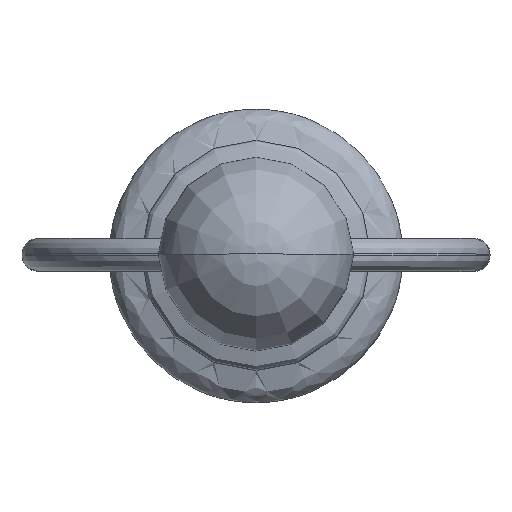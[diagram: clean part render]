
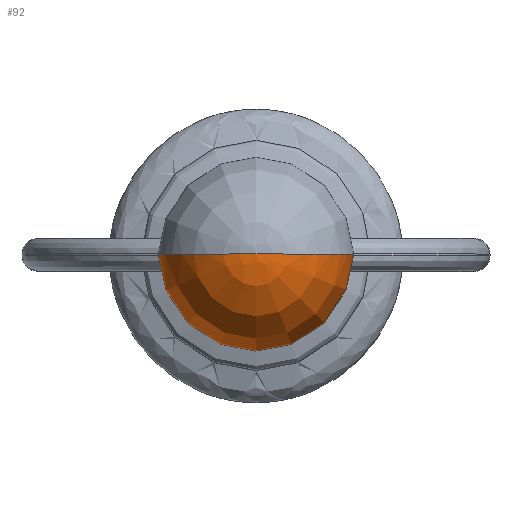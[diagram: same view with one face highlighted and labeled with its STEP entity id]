
A CAD part, top view. The second image highlights one B-rep face of the part: STEP entity #92.
In plain terms, the highlighted free-form (B-spline) face has degree [3, 2] with [7, 5] control points.
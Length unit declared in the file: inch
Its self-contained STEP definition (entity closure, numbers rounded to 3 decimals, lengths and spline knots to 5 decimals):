
#92=ADVANCED_FACE('',(#170),#1310,.T.);
#170=FACE_OUTER_BOUND('',#252,.T.);
#252=EDGE_LOOP('',(#587,#588,#589));
#587=ORIENTED_EDGE('',*,*,#842,.T.);
#588=ORIENTED_EDGE('',*,*,#678,.F.);
#589=ORIENTED_EDGE('',*,*,#843,.F.);
#678=EDGE_CURVE('',#1152,#1151,#991,.T.);
#842=EDGE_CURVE('',#1259,#1151,#1049,.T.);
#843=EDGE_CURVE('',#1259,#1152,#1050,.T.);
#991=TRIMMED_CURVE($,#1073,(#3865),(#3866),.T.,.CARTESIAN.);
#1049=TRIMMED_CURVE($,#1131,(#4890),(#4891),.T.,.CARTESIAN.);
#1050=TRIMMED_CURVE($,#1132,(#4893),(#4894),.T.,.CARTESIAN.);
#1073=CIRCLE('',#1477,0.0625);
#1131=CIRCLE('',#1535,0.0625);
#1132=CIRCLE('',#1536,0.02344);
#1151=VERTEX_POINT('',#3645);
#1152=VERTEX_POINT('',#3646);
#1259=VERTEX_POINT('',#3753);
#1310=(
BOUNDED_SURFACE()
B_SPLINE_SURFACE(3,2,((#3180,#3181,#3182,#3183,#3184),(#3185,#3186,#3187,
#3188,#3189),(#3190,#3191,#3192,#3193,#3194),(#3195,#3196,#3197,#3198,#3199),
(#3200,#3201,#3202,#3203,#3204),(#3205,#3206,#3207,#3208,#3209),(#3210,
#3211,#3212,#3213,#3214)),.UNSPECIFIED.,.F.,.F.,.F.)
B_SPLINE_SURFACE_WITH_KNOTS((4,3,4),(3,2,3),(0.6951,0.78126,
0.86742),(0.29421,0.44132,0.58843),
 .UNSPECIFIED.)
GEOMETRIC_REPRESENTATION_ITEM()
RATIONAL_B_SPLINE_SURFACE(((1.,0.707,1.,0.707,1.),
(0.848,0.599,0.848,0.599,
0.848),(0.848,0.599,0.848,
0.599,0.848),(1.,0.707,1.,0.707,
1.),(0.848,0.599,0.848,0.599,
0.848),(0.848,0.599,0.848,
0.599,0.848),(1.,0.707,1.,0.707,
1.)))
REPRESENTATION_ITEM('')
SURFACE()
);
#1477=AXIS2_PLACEMENT_3D($,#3864,#1604,#1605);
#1535=AXIS2_PLACEMENT_3D($,#4889,#1720,#1721);
#1536=AXIS2_PLACEMENT_3D($,#4892,#1722,#1723);
#1604=DIRECTION('',(0.,1.,0.));
#1605=DIRECTION('',(-0.375,0.,-0.927));
#1720=DIRECTION('',(0.,-1.,0.));
#1721=DIRECTION('',(0.375,0.,-0.927));
#1722=DIRECTION('',(0.,0.,-1.));
#1723=DIRECTION('',(1.,0.,0.));
#3180=CARTESIAN_POINT('',(3.02344,0.,0.62956));
#3181=CARTESIAN_POINT('',(3.02344,-0.02344,0.62956));
#3182=CARTESIAN_POINT('',(3.,-0.02344,0.62956));
#3183=CARTESIAN_POINT('',(2.97656,-0.02344,0.62956));
#3184=CARTESIAN_POINT('',(2.97656,0.,0.62956));
#3185=CARTESIAN_POINT('',(3.05241,0.,0.64128));
#3186=CARTESIAN_POINT('',(3.05241,-0.05241,0.64128));
#3187=CARTESIAN_POINT('',(3.,-0.05241,0.64128));
#3188=CARTESIAN_POINT('',(2.94759,-0.05241,0.64128));
#3189=CARTESIAN_POINT('',(2.94759,0.,0.64128));
#3190=CARTESIAN_POINT('',(3.06732,0.,0.66876));
#3191=CARTESIAN_POINT('',(3.06732,-0.06732,0.66876));
#3192=CARTESIAN_POINT('',(3.,-0.06732,0.66876));
#3193=CARTESIAN_POINT('',(2.93268,-0.06732,0.66876));
#3194=CARTESIAN_POINT('',(2.93268,0.,0.66876));
#3195=CARTESIAN_POINT('',(3.06135,0.,0.69944));
#3196=CARTESIAN_POINT('',(3.06135,-0.06135,0.69944));
#3197=CARTESIAN_POINT('',(3.,-0.06135,0.69944));
#3198=CARTESIAN_POINT('',(2.93865,-0.06135,0.69944));
#3199=CARTESIAN_POINT('',(2.93865,0.,0.69944));
#3200=CARTESIAN_POINT('',(3.05538,0.,0.73012));
#3201=CARTESIAN_POINT('',(3.05538,-0.05538,0.73012));
#3202=CARTESIAN_POINT('',(3.,-0.05538,0.73012));
#3203=CARTESIAN_POINT('',(2.94462,-0.05538,0.73012));
#3204=CARTESIAN_POINT('',(2.94462,0.,0.73012));
#3205=CARTESIAN_POINT('',(3.03126,0.,0.75));
#3206=CARTESIAN_POINT('',(3.03126,-0.03126,0.75));
#3207=CARTESIAN_POINT('',(3.,-0.03126,0.75));
#3208=CARTESIAN_POINT('',(2.96874,-0.03126,0.75));
#3209=CARTESIAN_POINT('',(2.96874,0.,0.75));
#3210=CARTESIAN_POINT('',(3.,0.,0.75));
#3211=CARTESIAN_POINT('',(3.,0.,0.75));
#3212=CARTESIAN_POINT('',(3.,0.,0.75));
#3213=CARTESIAN_POINT('',(3.,0.,0.75));
#3214=CARTESIAN_POINT('',(3.,0.,0.75));
#3645=CARTESIAN_POINT('',(3.,0.,0.75));
#3646=CARTESIAN_POINT('',(2.97656,0.,0.62956));
#3753=CARTESIAN_POINT('',(3.02344,0.,0.62956));
#3864=CARTESIAN_POINT('',(3.,0.,0.6875));
#3865=CARTESIAN_POINT('',(2.97656,0.,0.62956));
#3866=CARTESIAN_POINT('',(3.,0.,0.75));
#4889=CARTESIAN_POINT('',(3.,0.,0.6875));
#4890=CARTESIAN_POINT('',(3.02344,0.,0.62956));
#4891=CARTESIAN_POINT('',(3.,0.,0.75));
#4892=CARTESIAN_POINT('',(3.,0.,0.62956));
#4893=CARTESIAN_POINT('',(3.02344,0.,0.62956));
#4894=CARTESIAN_POINT('',(2.97656,0.,0.62956));
